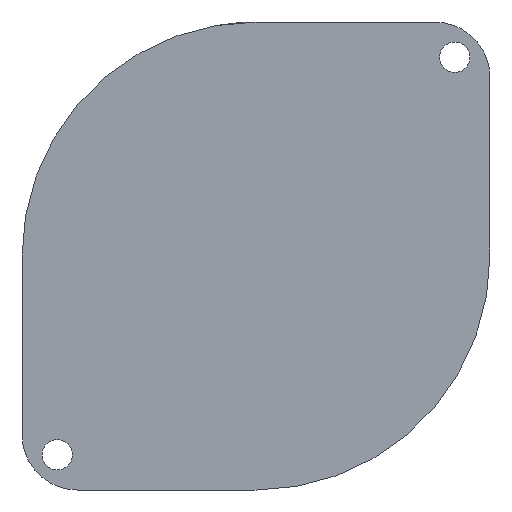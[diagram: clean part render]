
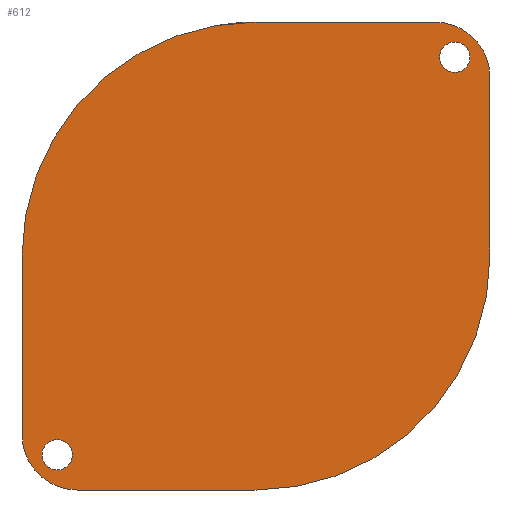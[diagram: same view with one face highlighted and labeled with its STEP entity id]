
A CAD part, front view. The second image highlights one B-rep face of the part: STEP entity #612.
In plain terms, the highlighted planar face has unit normal (0, -1, 0).
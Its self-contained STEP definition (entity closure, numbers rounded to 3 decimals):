
#2 = ORIENTED_EDGE ( 'NONE', *, *, #4084, .T. ) ;
#30 = VERTEX_POINT ( 'NONE', #3912 ) ;
#52 = EDGE_CURVE ( 'NONE', #2247, #3751, #2581, .T. ) ;
#60 = EDGE_CURVE ( 'NONE', #1057, #882, #2344, .T. ) ;
#80 = EDGE_LOOP ( 'NONE', ( #2362, #2102 ) ) ;
#96 = CARTESIAN_POINT ( 'NONE',  ( -42.25, 0., -42.25 ) ) ;
#143 = CARTESIAN_POINT ( 'NONE',  ( 42.25, 0., 42.25 ) ) ;
#146 = FACE_OUTER_BOUND ( 'NONE', #1914, .T. ) ;
#148 = CARTESIAN_POINT ( 'NONE',  ( 0., 0., -42.25 ) ) ;
#162 = VERTEX_POINT ( 'NONE', #2134 ) ;
#187 = VERTEX_POINT ( 'NONE', #2792 ) ;
#198 = CARTESIAN_POINT ( 'NONE',  ( 35.886, 0., 33.136 ) ) ;
#216 = EDGE_CURVE ( 'NONE', #30, #2826, #2652, .T. ) ;
#243 = CIRCLE ( 'NONE', #1374, 2.75 ) ;
#278 = EDGE_CURVE ( 'NONE', #388, #1551, #243, .T. ) ;
#320 = AXIS2_PLACEMENT_3D ( 'NONE', #548, #3184, #1181 ) ;
#346 = CARTESIAN_POINT ( 'NONE',  ( 0., 0., 0. ) ) ;
#367 = PLANE ( 'NONE',  #1792 ) ;
#388 = VERTEX_POINT ( 'NONE', #3576 ) ;
#407 = ORIENTED_EDGE ( 'NONE', *, *, #216, .T. ) ;
#413 = LINE ( 'NONE', #746, #3177 ) ;
#421 = DIRECTION ( 'NONE',  ( 0., 0., -1. ) ) ;
#496 = CARTESIAN_POINT ( 'NONE',  ( 0., 0., 0. ) ) ;
#508 = VECTOR ( 'NONE', #1717, 1000. ) ;
#548 = CARTESIAN_POINT ( 'NONE',  ( -32.25, 0., -32.25 ) ) ;
#612 = ADVANCED_FACE ( 'NONE', ( #2687, #3652, #146 ), #367, .F. ) ;
#652 = EDGE_CURVE ( 'NONE', #1551, #388, #850, .T. ) ;
#699 = DIRECTION ( 'NONE',  ( 0., 0., 1. ) ) ;
#726 = EDGE_CURVE ( 'NONE', #2237, #187, #3319, .T. ) ;
#746 = CARTESIAN_POINT ( 'NONE',  ( 0., 0., 42.25 ) ) ;
#748 = VERTEX_POINT ( 'NONE', #3358 ) ;
#773 = AXIS2_PLACEMENT_3D ( 'NONE', #3977, #1094, #3039 ) ;
#810 = CARTESIAN_POINT ( 'NONE',  ( -42.25, 0., -32.25 ) ) ;
#811 = EDGE_CURVE ( 'NONE', #748, #2237, #3519, .T. ) ;
#850 = CIRCLE ( 'NONE', #1720, 2.75 ) ;
#882 = VERTEX_POINT ( 'NONE', #3500 ) ;
#913 = AXIS2_PLACEMENT_3D ( 'NONE', #496, #1487, #2472 ) ;
#953 = ORIENTED_EDGE ( 'NONE', *, *, #60, .F. ) ;
#971 = AXIS2_PLACEMENT_3D ( 'NONE', #2464, #1204, #2488 ) ;
#986 = DIRECTION ( 'NONE',  ( 0., 0., 1. ) ) ;
#1001 = DIRECTION ( 'NONE',  ( 0., 1., 0. ) ) ;
#1057 = VERTEX_POINT ( 'NONE', #810 ) ;
#1094 = DIRECTION ( 'NONE',  ( 0., 1., 0. ) ) ;
#1114 = EDGE_CURVE ( 'NONE', #1057, #187, #2259, .T. ) ;
#1181 = DIRECTION ( 'NONE',  ( 0., 0., 1. ) ) ;
#1204 = DIRECTION ( 'NONE',  ( 0., -1., 0. ) ) ;
#1222 = DIRECTION ( 'NONE',  ( 0., 1., 0. ) ) ;
#1255 = DIRECTION ( 'NONE',  ( 0., 1., 0. ) ) ;
#1325 = DIRECTION ( 'NONE',  ( 0., 0., 1. ) ) ;
#1374 = AXIS2_PLACEMENT_3D ( 'NONE', #3847, #1222, #2507 ) ;
#1487 = DIRECTION ( 'NONE',  ( 0., 1., 0. ) ) ;
#1505 = CARTESIAN_POINT ( 'NONE',  ( -35.886, 0., -33.136 ) ) ;
#1538 = CIRCLE ( 'NONE', #3877, 2.75 ) ;
#1551 = VERTEX_POINT ( 'NONE', #198 ) ;
#1656 = CIRCLE ( 'NONE', #1719, 42.25 ) ;
#1717 = DIRECTION ( 'NONE',  ( 0., 0., 1. ) ) ;
#1719 = AXIS2_PLACEMENT_3D ( 'NONE', #2643, #2038, #3008 ) ;
#1720 = AXIS2_PLACEMENT_3D ( 'NONE', #2904, #2868, #1325 ) ;
#1792 = AXIS2_PLACEMENT_3D ( 'NONE', #346, #1001, #699 ) ;
#1914 = EDGE_LOOP ( 'NONE', ( #953, #2358, #2800, #3214, #2558, #407, #3332, #2142 ) ) ;
#2038 = DIRECTION ( 'NONE',  ( 0., 1., 0. ) ) ;
#2073 = EDGE_CURVE ( 'NONE', #882, #162, #1656, .T. ) ;
#2088 = EDGE_LOOP ( 'NONE', ( #2182, #2 ) ) ;
#2102 = ORIENTED_EDGE ( 'NONE', *, *, #652, .T. ) ;
#2134 = CARTESIAN_POINT ( 'NONE',  ( 0., 0., 42.25 ) ) ;
#2142 = ORIENTED_EDGE ( 'NONE', *, *, #2073, .F. ) ;
#2182 = ORIENTED_EDGE ( 'NONE', *, *, #52, .T. ) ;
#2226 = CARTESIAN_POINT ( 'NONE',  ( 32.25, 0., 42.25 ) ) ;
#2237 = VERTEX_POINT ( 'NONE', #2752 ) ;
#2247 = VERTEX_POINT ( 'NONE', #1505 ) ;
#2259 = CIRCLE ( 'NONE', #320, 10. ) ;
#2336 = DIRECTION ( 'NONE',  ( 1., 0., 0. ) ) ;
#2344 = LINE ( 'NONE', #96, #508 ) ;
#2358 = ORIENTED_EDGE ( 'NONE', *, *, #1114, .T. ) ;
#2362 = ORIENTED_EDGE ( 'NONE', *, *, #278, .T. ) ;
#2464 = CARTESIAN_POINT ( 'NONE',  ( 32.25, 0., 32.25 ) ) ;
#2472 = DIRECTION ( 'NONE',  ( 0., 0., 1. ) ) ;
#2488 = DIRECTION ( 'NONE',  ( 0., 0., 1. ) ) ;
#2507 = DIRECTION ( 'NONE',  ( 0., 0., 1. ) ) ;
#2558 = ORIENTED_EDGE ( 'NONE', *, *, #2915, .F. ) ;
#2581 = CIRCLE ( 'NONE', #773, 2.75 ) ;
#2643 = CARTESIAN_POINT ( 'NONE',  ( 0., 0., 0. ) ) ;
#2652 = CIRCLE ( 'NONE', #971, 10. ) ;
#2687 = FACE_BOUND ( 'NONE', #80, .T. ) ;
#2752 = CARTESIAN_POINT ( 'NONE',  ( 0., 0., -42.25 ) ) ;
#2792 = CARTESIAN_POINT ( 'NONE',  ( -32.25, 0., -42.25 ) ) ;
#2800 = ORIENTED_EDGE ( 'NONE', *, *, #726, .F. ) ;
#2826 = VERTEX_POINT ( 'NONE', #2226 ) ;
#2868 = DIRECTION ( 'NONE',  ( 0., 1., 0. ) ) ;
#2904 = CARTESIAN_POINT ( 'NONE',  ( 35.886, 0., 35.886 ) ) ;
#2915 = EDGE_CURVE ( 'NONE', #30, #748, #3296, .T. ) ;
#3008 = DIRECTION ( 'NONE',  ( 0., 0., 1. ) ) ;
#3039 = DIRECTION ( 'NONE',  ( 0., 0., 1. ) ) ;
#3085 = EDGE_CURVE ( 'NONE', #162, #2826, #413, .T. ) ;
#3177 = VECTOR ( 'NONE', #2336, 1000. ) ;
#3184 = DIRECTION ( 'NONE',  ( 0., -1., 0. ) ) ;
#3214 = ORIENTED_EDGE ( 'NONE', *, *, #811, .F. ) ;
#3296 = LINE ( 'NONE', #143, #4033 ) ;
#3319 = LINE ( 'NONE', #148, #3393 ) ;
#3332 = ORIENTED_EDGE ( 'NONE', *, *, #3085, .F. ) ;
#3358 = CARTESIAN_POINT ( 'NONE',  ( 42.25, 0., 0. ) ) ;
#3393 = VECTOR ( 'NONE', #3901, 1000. ) ;
#3500 = CARTESIAN_POINT ( 'NONE',  ( -42.25, 0., 0. ) ) ;
#3519 = CIRCLE ( 'NONE', #913, 42.25 ) ;
#3562 = CARTESIAN_POINT ( 'NONE',  ( -35.886, 0., -38.636 ) ) ;
#3576 = CARTESIAN_POINT ( 'NONE',  ( 35.886, 0., 38.636 ) ) ;
#3587 = CARTESIAN_POINT ( 'NONE',  ( -35.886, 0., -35.886 ) ) ;
#3652 = FACE_BOUND ( 'NONE', #2088, .T. ) ;
#3751 = VERTEX_POINT ( 'NONE', #3562 ) ;
#3847 = CARTESIAN_POINT ( 'NONE',  ( 35.886, 0., 35.886 ) ) ;
#3877 = AXIS2_PLACEMENT_3D ( 'NONE', #3587, #1255, #986 ) ;
#3901 = DIRECTION ( 'NONE',  ( -1., 0., 0. ) ) ;
#3912 = CARTESIAN_POINT ( 'NONE',  ( 42.25, 0., 32.25 ) ) ;
#3977 = CARTESIAN_POINT ( 'NONE',  ( -35.886, 0., -35.886 ) ) ;
#4033 = VECTOR ( 'NONE', #421, 1000. ) ;
#4084 = EDGE_CURVE ( 'NONE', #3751, #2247, #1538, .T. ) ;
